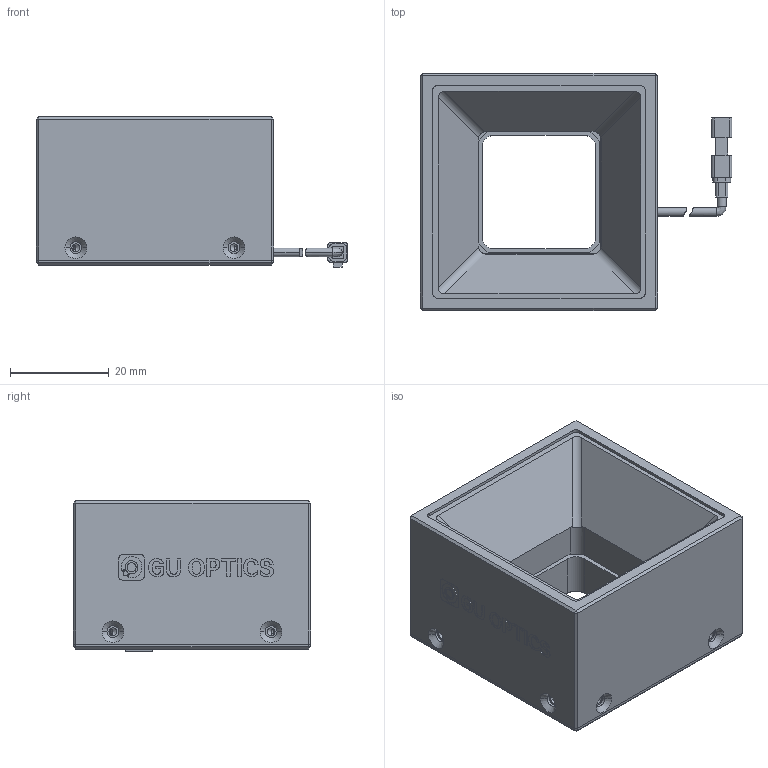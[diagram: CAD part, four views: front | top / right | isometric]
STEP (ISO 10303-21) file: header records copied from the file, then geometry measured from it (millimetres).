
FILE_DESCRIPTION (( 'STEP AP214' ), '1' );
FILE_NAME ('661200-W.STEP', '2019-03-18T03:48:31', ( 'user' ), ( '微软中国' ), 'SwSTEP 2.0', 'SolidWorks 2016', '' );
FILE_SCHEMA (( 'AUTOMOTIVE_DESIGN' ));
Length unit declared in the file: millimetre
Products named in the file (1): 661200-W
Bounding box: 63 x 48 x 30.45 mm (x, y, z)
Volume: 38596.9 mm3; surface area: 31423.1 mm2
Topology: 6 solids, 6 shells, 678 faces, 1724 edges, 1112 vertices
Faces by surface type: plane 471, cylinder 101, bspline 61, cone 45
Entity records: 26579 total; most frequent: CARTESIAN_POINT 4726, ORIENTED_EDGE 3400, DIRECTION 3023, EDGE_CURVE 1700, VECTOR 1329, LINE 1329, VERTEX_POINT 1112, AXIS2_PLACEMENT_3D 847
